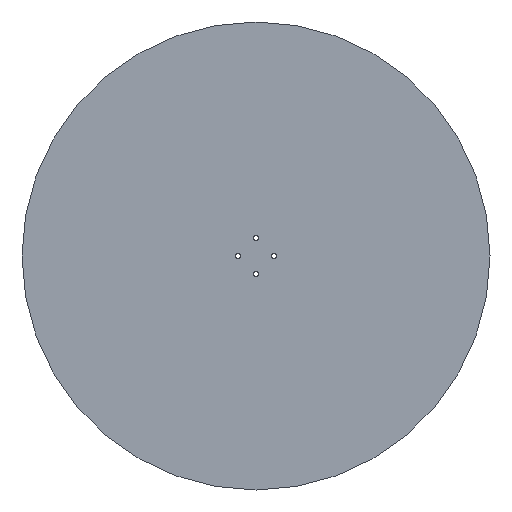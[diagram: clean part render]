
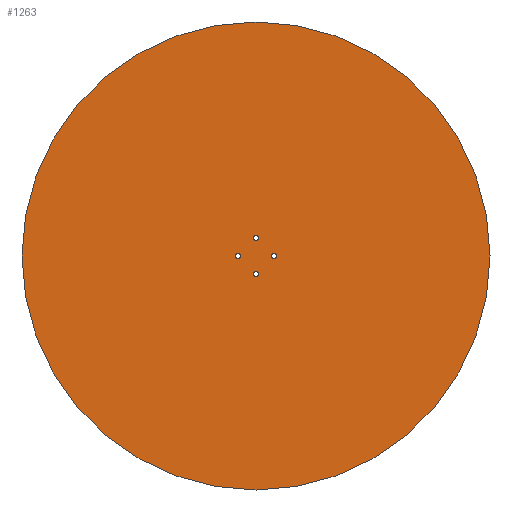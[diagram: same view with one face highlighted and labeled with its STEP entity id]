
A CAD part, front view. The second image highlights one B-rep face of the part: STEP entity #1263.
In plain terms, the highlighted planar face has unit normal (0, -1, 0).
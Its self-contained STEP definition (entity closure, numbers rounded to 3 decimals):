
#1048=CARTESIAN_POINT('',(0.,0.,0.));
#1049=DIRECTION('',(0.,1.,0.));
#1050=DIRECTION('',(1.,0.,0.));
#1051=AXIS2_PLACEMENT_3D('',#1048,#1049,#1050);
#1053=CARTESIAN_POINT('',(0.,0.,0.));
#1054=DIRECTION('',(0.,1.,0.));
#1055=DIRECTION('',(-1.,0.,0.));
#1056=AXIS2_PLACEMENT_3D('',#1053,#1054,#1055);
#1058=CARTESIAN_POINT('',(0.,0.,-23.));
#1059=DIRECTION('',(0.,-1.,0.));
#1060=DIRECTION('',(1.,0.,0.));
#1061=AXIS2_PLACEMENT_3D('',#1058,#1059,#1060);
#1063=CARTESIAN_POINT('',(0.,0.,-23.));
#1064=DIRECTION('',(0.,-1.,0.));
#1065=DIRECTION('',(-1.,0.,0.));
#1066=AXIS2_PLACEMENT_3D('',#1063,#1064,#1065);
#1068=CARTESIAN_POINT('',(23.,0.,0.));
#1069=DIRECTION('',(0.,-1.,0.));
#1070=DIRECTION('',(1.,0.,0.));
#1071=AXIS2_PLACEMENT_3D('',#1068,#1069,#1070);
#1073=CARTESIAN_POINT('',(23.,0.,0.));
#1074=DIRECTION('',(0.,-1.,0.));
#1075=DIRECTION('',(-1.,0.,0.));
#1076=AXIS2_PLACEMENT_3D('',#1073,#1074,#1075);
#1078=CARTESIAN_POINT('',(0.,0.,23.));
#1079=DIRECTION('',(0.,-1.,0.));
#1080=DIRECTION('',(1.,0.,0.));
#1081=AXIS2_PLACEMENT_3D('',#1078,#1079,#1080);
#1083=CARTESIAN_POINT('',(0.,0.,23.));
#1084=DIRECTION('',(0.,-1.,0.));
#1085=DIRECTION('',(-1.,0.,0.));
#1086=AXIS2_PLACEMENT_3D('',#1083,#1084,#1085);
#1088=CARTESIAN_POINT('',(-23.,0.,0.));
#1089=DIRECTION('',(0.,-1.,0.));
#1090=DIRECTION('',(1.,0.,0.));
#1091=AXIS2_PLACEMENT_3D('',#1088,#1089,#1090);
#1093=CARTESIAN_POINT('',(-23.,0.,0.));
#1094=DIRECTION('',(0.,-1.,0.));
#1095=DIRECTION('',(-1.,0.,0.));
#1096=AXIS2_PLACEMENT_3D('',#1093,#1094,#1095);
#1188=CARTESIAN_POINT('',(300.,0.,0.));
#1189=CARTESIAN_POINT('',(-300.,0.,0.));
#1190=VERTEX_POINT('',#1188);
#1191=VERTEX_POINT('',#1189);
#1192=CARTESIAN_POINT('',(3.3,0.,-23.));
#1193=CARTESIAN_POINT('',(-3.3,0.,-23.));
#1194=VERTEX_POINT('',#1192);
#1195=VERTEX_POINT('',#1193);
#1196=CARTESIAN_POINT('',(26.3,0.,0.));
#1197=CARTESIAN_POINT('',(19.7,0.,0.));
#1198=VERTEX_POINT('',#1196);
#1199=VERTEX_POINT('',#1197);
#1200=CARTESIAN_POINT('',(3.3,0.,23.));
#1201=CARTESIAN_POINT('',(-3.3,0.,23.));
#1202=VERTEX_POINT('',#1200);
#1203=VERTEX_POINT('',#1201);
#1204=CARTESIAN_POINT('',(-19.7,0.,0.));
#1205=CARTESIAN_POINT('',(-26.3,0.,0.));
#1206=VERTEX_POINT('',#1204);
#1207=VERTEX_POINT('',#1205);
#1228=CARTESIAN_POINT('',(0.,0.,0.));
#1229=DIRECTION('',(0.,1.,0.));
#1230=DIRECTION('',(1.,0.,0.));
#1231=AXIS2_PLACEMENT_3D('',#1228,#1229,#1230);
#1232=PLANE('',#1231);
#1234=ORIENTED_EDGE('',*,*,#1233,.T.);
#1236=ORIENTED_EDGE('',*,*,#1235,.T.);
#1237=EDGE_LOOP('',(#1234,#1236));
#1238=FACE_OUTER_BOUND('',#1237,.F.);
#1240=ORIENTED_EDGE('',*,*,#1239,.T.);
#1242=ORIENTED_EDGE('',*,*,#1241,.T.);
#1243=EDGE_LOOP('',(#1240,#1242));
#1244=FACE_BOUND('',#1243,.F.);
#1246=ORIENTED_EDGE('',*,*,#1245,.T.);
#1248=ORIENTED_EDGE('',*,*,#1247,.T.);
#1249=EDGE_LOOP('',(#1246,#1248));
#1250=FACE_BOUND('',#1249,.F.);
#1252=ORIENTED_EDGE('',*,*,#1251,.T.);
#1254=ORIENTED_EDGE('',*,*,#1253,.T.);
#1255=EDGE_LOOP('',(#1252,#1254));
#1256=FACE_BOUND('',#1255,.F.);
#1258=ORIENTED_EDGE('',*,*,#1257,.T.);
#1260=ORIENTED_EDGE('',*,*,#1259,.T.);
#1261=EDGE_LOOP('',(#1258,#1260));
#1262=FACE_BOUND('',#1261,.F.);
#1263=ADVANCED_FACE('',(#1238,#1244,#1250,#1256,#1262),#1232,.F.);
#1052=CIRCLE('',#1051,300.);
#1057=CIRCLE('',#1056,300.);
#1062=CIRCLE('',#1061,3.3);
#1067=CIRCLE('',#1066,3.3);
#1072=CIRCLE('',#1071,3.3);
#1077=CIRCLE('',#1076,3.3);
#1082=CIRCLE('',#1081,3.3);
#1087=CIRCLE('',#1086,3.3);
#1092=CIRCLE('',#1091,3.3);
#1097=CIRCLE('',#1096,3.3);
#1233=EDGE_CURVE('',#1190,#1191,#1052,.T.);
#1235=EDGE_CURVE('',#1191,#1190,#1057,.T.);
#1239=EDGE_CURVE('',#1194,#1195,#1062,.T.);
#1241=EDGE_CURVE('',#1195,#1194,#1067,.T.);
#1245=EDGE_CURVE('',#1198,#1199,#1072,.T.);
#1247=EDGE_CURVE('',#1199,#1198,#1077,.T.);
#1251=EDGE_CURVE('',#1202,#1203,#1082,.T.);
#1253=EDGE_CURVE('',#1203,#1202,#1087,.T.);
#1257=EDGE_CURVE('',#1206,#1207,#1092,.T.);
#1259=EDGE_CURVE('',#1207,#1206,#1097,.T.);
